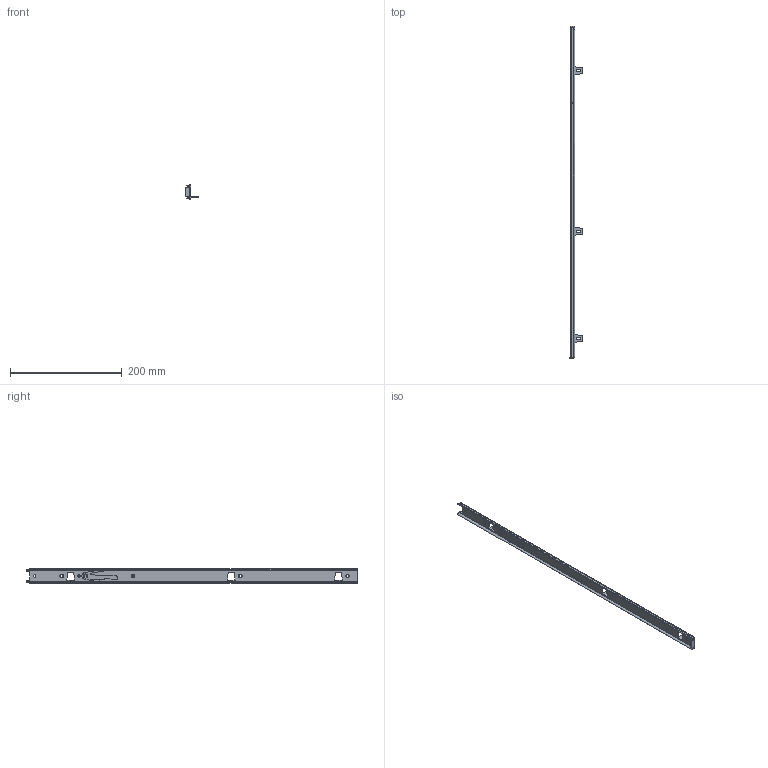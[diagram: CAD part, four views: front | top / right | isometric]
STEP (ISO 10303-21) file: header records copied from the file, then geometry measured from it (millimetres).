
FILE_DESCRIPTION(('CATIA V5 STEP Exchange'),'2;1');
FILE_NAME('slide 2.stp','2021-06-12T13:16:21+00:00',('none'),('none'),'CATIA Version 5 Release 21 GA (IN-10)','CATIA V5 STEP AP203','none');
FILE_SCHEMA(('CONFIG_CONTROL_DESIGN'));
Length unit declared in the file: millimetre
Products named in the file (1): 2021_06_12_15_06_33_0669
Bounding box: 24.15 x 595 x 25.47 mm (x, y, z)
Volume: 32108.5 mm3; surface area: 43228.6 mm2
Topology: 1 solids, 1 shells, 143 faces, 398 edges, 259 vertices
Faces by surface type: plane 66, cylinder 55, cone 22
Entity records: 5338 total; most frequent: CARTESIAN_POINT 1743, ORIENTED_EDGE 796, DIRECTION 607, EDGE_CURVE 398, VERTEX_POINT 259, VECTOR 242, LINE 242, AXIS2_PLACEMENT_3D 223
